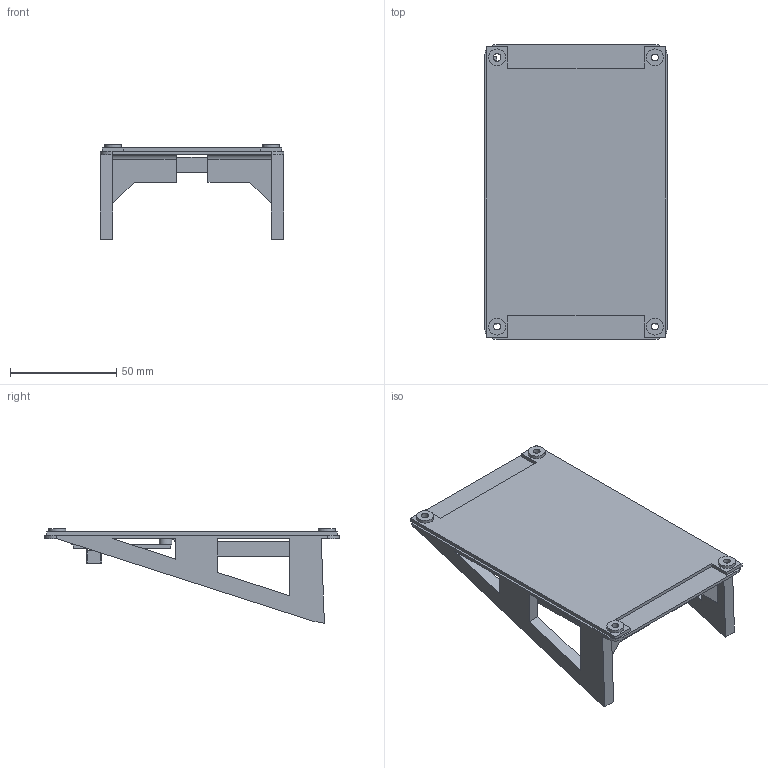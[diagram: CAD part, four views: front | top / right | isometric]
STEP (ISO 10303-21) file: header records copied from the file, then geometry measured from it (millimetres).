
FILE_DESCRIPTION(/* description */ ('STEP AP214'),/* implementation_level */ '2;1');
FILE_NAME(/* name */ 'DAY COUNTER v5.step',/* time_stamp */ '2025-05-17T22:05:54+05:30',/* author */ (''),/* organization */ (''),/* preprocessor_version */ 'ST-DEVELOPER v20.1',/* originating_system */ 'Autodesk Translation Framework v14.4.0.0',/* authorisation */ '');
FILE_SCHEMA (('AUTOMOTIVE_DESIGN { 1 0 10303 214 3 1 1 }'));
Length unit declared in the file: millimetre
Products named in the file (6): MatrixPICO; Component527; Battery Circuit; Component529; BAT; FRAME
Assembly tree (5 placements, depth 3):
  MatrixPICO
    Component527
    Battery Circuit
      Component529
    BAT
    FRAME
Bounding box: 86.2 x 138.5 x 44.37 mm (x, y, z)
Volume: 78810.1 mm3; surface area: 60399.3 mm2
Topology: 8 solids, 8 shells, 253 faces, 652 edges, 429 vertices
Faces by surface type: plane 196, cylinder 56, cone 1
Full cylindrical faces by diameter (mm): 0.3 x4, 1.25 x4, 2 x2, 2.5 x2, 3.2 x6, 3.5 x1, 3.6 x2, 5 x4, 5.8 x4, 6 x2, 8 x4
Entity records: 7946 total; most frequent: CARTESIAN_POINT 1362, ORIENTED_EDGE 1312, DIRECTION 1309, EDGE_CURVE 656, LINE 529, VECTOR 529, VERTEX_POINT 433, AXIS2_PLACEMENT_3D 390
